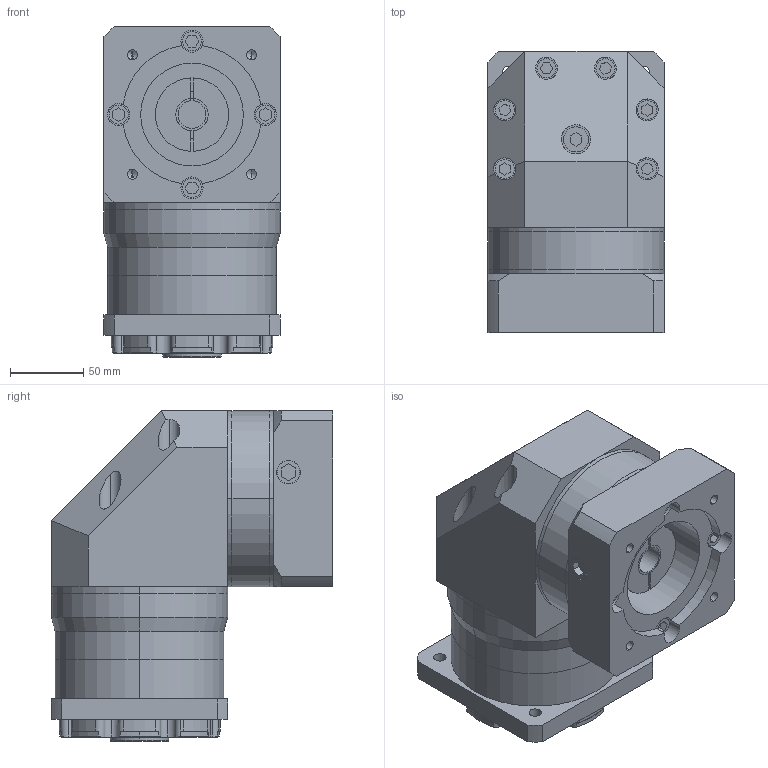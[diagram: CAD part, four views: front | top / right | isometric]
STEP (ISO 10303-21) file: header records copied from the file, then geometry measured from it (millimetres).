
FILE_DESCRIPTION (( 'STEP AP214' ), '1' );
FILE_NAME ('VGZK115单级模型（19-55 95-5 4-9-115）.STEP', '2019-01-08T08:53:58', ( 'Windows' ), ( 'Microsoft' ), 'SwSTEP 2.0', 'SolidWorks 2016', '' );
FILE_SCHEMA (( 'AUTOMOTIVE_DESIGN' ));
Length unit declared in the file: millimetre
Products named in the file (1): VGZK115单级模型（19-55 95-5 4-9-115）
Bounding box: 120 x 191.5 x 225.5 mm (x, y, z)
Volume: 3068929.6 mm3; surface area: 341668.9 mm2
Topology: 23 solids, 23 shells, 506 faces, 1222 edges, 801 vertices
Faces by surface type: plane 279, cylinder 202, cone 14, torus 11
Entity records: 15327 total; most frequent: CARTESIAN_POINT 2716, DIRECTION 2644, ORIENTED_EDGE 2428, EDGE_CURVE 1214, AXIS2_PLACEMENT_3D 967, VERTEX_POINT 801, VECTOR 710, LINE 710
